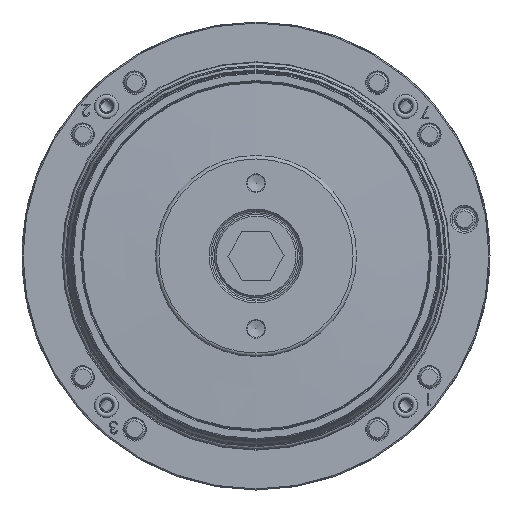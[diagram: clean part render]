
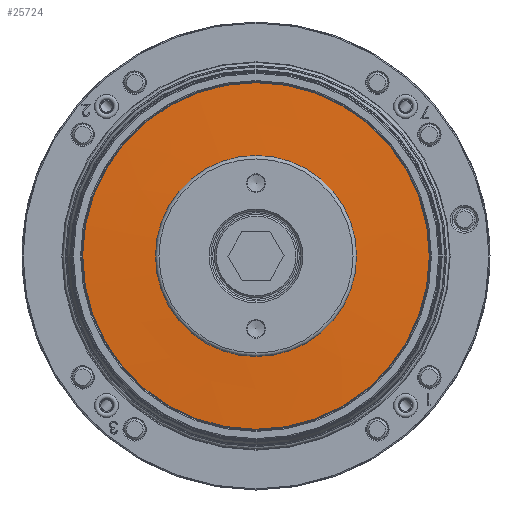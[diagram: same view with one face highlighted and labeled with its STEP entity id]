
A CAD part, front view. The second image highlights one B-rep face of the part: STEP entity #25724.
In plain terms, the highlighted conical face has half-angle 87.853 degrees and reference radius 50 mm.
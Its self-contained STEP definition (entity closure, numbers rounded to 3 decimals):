
#412 = DIRECTION ( 'NONE',  ( 0.637, 0., -0.771 ) ) ;
#1867 = FACE_OUTER_BOUND ( 'NONE', #5830, .T. ) ;
#2150 = ORIENTED_EDGE ( 'NONE', *, *, #9911, .F. ) ;
#3337 = CIRCLE ( 'NONE', #21148, 26.633 ) ;
#3958 = CARTESIAN_POINT ( 'NONE',  ( 0., -81.337, 0. ) ) ;
#4569 = DIRECTION ( 'NONE',  ( 0., -1., 0. ) ) ;
#5830 = EDGE_LOOP ( 'NONE', ( #6948 ) ) ;
#6044 = CARTESIAN_POINT ( 'NONE',  ( 0., -81.337, 0. ) ) ;
#6847 = VERTEX_POINT ( 'NONE', #12854 ) ;
#6948 = ORIENTED_EDGE ( 'NONE', *, *, #11668, .T. ) ;
#7876 = CONICAL_SURFACE ( 'NONE', #15595, 50., 1.533 ) ;
#8187 = FACE_BOUND ( 'NONE', #21400, .T. ) ;
#9911 = EDGE_CURVE ( 'NONE', #6847, #6847, #3337, .T. ) ;
#11620 = AXIS2_PLACEMENT_3D ( 'NONE', #3958, #12672, #19262 ) ;
#11668 = EDGE_CURVE ( 'NONE', #19319, #19319, #23900, .T. ) ;
#12672 = DIRECTION ( 'NONE',  ( 0., -1., 0. ) ) ;
#12854 = CARTESIAN_POINT ( 'NONE',  ( 0., -82.213, 26.633 ) ) ;
#15595 = AXIS2_PLACEMENT_3D ( 'NONE', #6044, #22140, #412 ) ;
#19262 = DIRECTION ( 'NONE',  ( -0.637, 0., 0.771 ) ) ;
#19319 = VERTEX_POINT ( 'NONE', #25836 ) ;
#21148 = AXIS2_PLACEMENT_3D ( 'NONE', #28136, #4569, #24088 ) ;
#21400 = EDGE_LOOP ( 'NONE', ( #2150 ) ) ;
#22140 = DIRECTION ( 'NONE',  ( 0., 1., 0. ) ) ;
#23900 = CIRCLE ( 'NONE', #11620, 50. ) ;
#24088 = DIRECTION ( 'NONE',  ( 0., 0., 1. ) ) ;
#25724 = ADVANCED_FACE ( 'NONE', ( #8187, #1867 ), #7876, .T. ) ;
#25836 = CARTESIAN_POINT ( 'NONE',  ( -31.834, -81.337, 38.556 ) ) ;
#28136 = CARTESIAN_POINT ( 'NONE',  ( 0., -82.213, 0. ) ) ;
